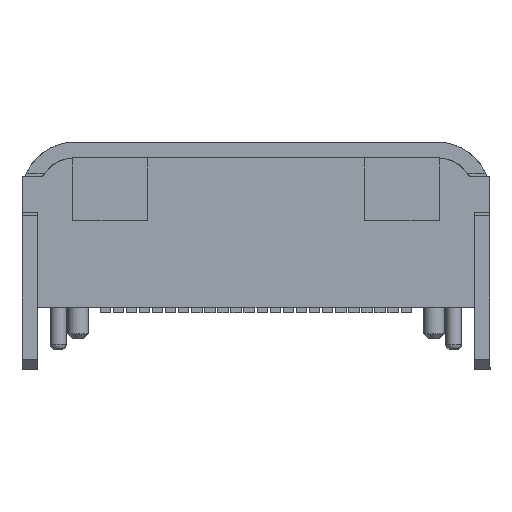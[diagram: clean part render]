
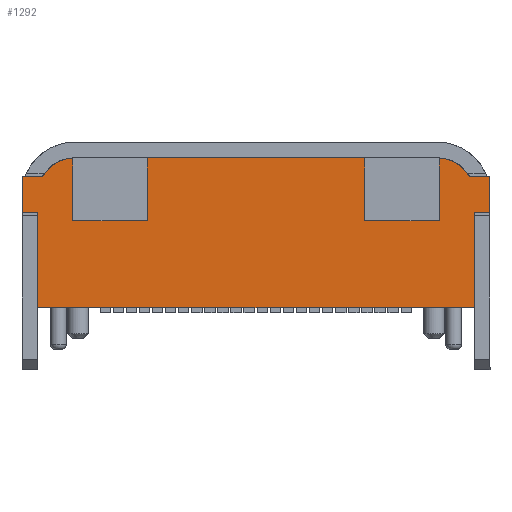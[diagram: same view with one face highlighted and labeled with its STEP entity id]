
A CAD part, front view. The second image highlights one B-rep face of the part: STEP entity #1292.
In plain terms, the highlighted planar face has unit normal (0, -1, 0).
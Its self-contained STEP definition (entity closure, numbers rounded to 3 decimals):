
#66 = EDGE_CURVE ( 'NONE', #37705, #10887, #7366, .T. ) ;
#377 = LINE ( 'NONE', #6759, #15007 ) ;
#1187 = DIRECTION ( 'NONE',  ( 0., 0., -1. ) ) ;
#1249 = ORIENTED_EDGE ( 'NONE', *, *, #37520, .F. ) ;
#1292 = ADVANCED_FACE ( 'NONE', ( #15225 ), #30894, .T. ) ;
#2179 = ORIENTED_EDGE ( 'NONE', *, *, #37865, .T. ) ;
#2451 = EDGE_CURVE ( 'NONE', #34814, #37705, #26217, .T. ) ;
#2860 = VERTEX_POINT ( 'NONE', #37067 ) ;
#3354 = CARTESIAN_POINT ( 'NONE',  ( -2.075, -3.85, 2.86 ) ) ;
#3508 = EDGE_CURVE ( 'NONE', #14921, #4430, #37535, .T. ) ;
#3544 = DIRECTION ( 'NONE',  ( -1., 0., 0. ) ) ;
#3675 = ORIENTED_EDGE ( 'NONE', *, *, #8833, .T. ) ;
#3721 = AXIS2_PLACEMENT_3D ( 'NONE', #29911, #29287, #1187 ) ;
#3845 = DIRECTION ( 'NONE',  ( 1., 0., 0. ) ) ;
#3887 = DIRECTION ( 'NONE',  ( 1., 0., 0. ) ) ;
#4056 = VERTEX_POINT ( 'NONE', #18623 ) ;
#4430 = VERTEX_POINT ( 'NONE', #17635 ) ;
#4481 = LINE ( 'NONE', #16362, #11178 ) ;
#4800 = VECTOR ( 'NONE', #28377, 1000. ) ;
#5985 = LINE ( 'NONE', #18462, #32231 ) ;
#6259 = CARTESIAN_POINT ( 'NONE',  ( -3.47, -3.85, 2.16 ) ) ;
#6294 = EDGE_CURVE ( 'NONE', #31853, #39897, #38044, .T. ) ;
#6464 = EDGE_CURVE ( 'NONE', #2860, #35844, #13901, .T. ) ;
#6558 = ORIENTED_EDGE ( 'NONE', *, *, #66, .F. ) ;
#6759 = CARTESIAN_POINT ( 'NONE',  ( -4.47, -3.85, 2.51 ) ) ;
#7063 = VECTOR ( 'NONE', #9125, 1000. ) ;
#7162 = DIRECTION ( 'NONE',  ( 0., 0., 1. ) ) ;
#7366 = LINE ( 'NONE', #28906, #36179 ) ;
#8113 = CARTESIAN_POINT ( 'NONE',  ( 4.172, -3.85, 2.51 ) ) ;
#8527 = CARTESIAN_POINT ( 'NONE',  ( 4.17, -3.85, 0. ) ) ;
#8833 = EDGE_CURVE ( 'NONE', #35294, #29898, #32606, .T. ) ;
#8986 = CARTESIAN_POINT ( 'NONE',  ( -4.472, -3.85, 2.51 ) ) ;
#9125 = DIRECTION ( 'NONE',  ( 0., 0., 1. ) ) ;
#9276 = DIRECTION ( 'NONE',  ( 0., 0., 1. ) ) ;
#9404 = ORIENTED_EDGE ( 'NONE', *, *, #19685, .F. ) ;
#9597 = VECTOR ( 'NONE', #3887, 1000. ) ;
#9661 = VERTEX_POINT ( 'NONE', #14336 ) ;
#9692 = VECTOR ( 'NONE', #28327, 1000. ) ;
#9870 = ORIENTED_EDGE ( 'NONE', *, *, #6294, .T. ) ;
#10434 = CARTESIAN_POINT ( 'NONE',  ( -4.47, -3.85, 1.81 ) ) ;
#10774 = DIRECTION ( 'NONE',  ( 0., 1., 0. ) ) ;
#10887 = VERTEX_POINT ( 'NONE', #29085 ) ;
#11153 = CARTESIAN_POINT ( 'NONE',  ( 3.5, -3.85, 1.66 ) ) ;
#11178 = VECTOR ( 'NONE', #13716, 1000. ) ;
#11391 = EDGE_CURVE ( 'NONE', #19432, #23232, #32294, .T. ) ;
#11396 = ORIENTED_EDGE ( 'NONE', *, *, #40322, .T. ) ;
#11904 = CARTESIAN_POINT ( 'NONE',  ( 4.172, -3.85, 1.81 ) ) ;
#12375 = LINE ( 'NONE', #21396, #7063 ) ;
#13360 = DIRECTION ( 'NONE',  ( 0., 0., -1. ) ) ;
#13412 = DIRECTION ( 'NONE',  ( 0., 0., -1. ) ) ;
#13716 = DIRECTION ( 'NONE',  ( 1., 0., 0. ) ) ;
#13901 = LINE ( 'NONE', #8986, #35079 ) ;
#14020 = DIRECTION ( 'NONE',  ( 0., 0., -1. ) ) ;
#14160 = CARTESIAN_POINT ( 'NONE',  ( 3.5, -3.85, 2.859 ) ) ;
#14336 = CARTESIAN_POINT ( 'NONE',  ( -4.17, -3.85, 0. ) ) ;
#14834 = CIRCLE ( 'NONE', #3721, 0.7 ) ;
#14921 = VERTEX_POINT ( 'NONE', #38589 ) ;
#15007 = VECTOR ( 'NONE', #7162, 1000. ) ;
#15091 = CARTESIAN_POINT ( 'NONE',  ( 4.47, -3.85, 2.51 ) ) ;
#15225 = FACE_OUTER_BOUND ( 'NONE', #34774, .T. ) ;
#16362 = CARTESIAN_POINT ( 'NONE',  ( -4.17, -3.85, 0. ) ) ;
#16839 = ORIENTED_EDGE ( 'NONE', *, *, #21836, .T. ) ;
#17635 = CARTESIAN_POINT ( 'NONE',  ( -2.075, -3.85, 2.86 ) ) ;
#18308 = CIRCLE ( 'NONE', #20949, 0.7 ) ;
#18462 = CARTESIAN_POINT ( 'NONE',  ( 4.17, -3.85, 1. ) ) ;
#18547 = VECTOR ( 'NONE', #37199, 1000. ) ;
#18623 = CARTESIAN_POINT ( 'NONE',  ( -4.17, -3.85, 1.81 ) ) ;
#18736 = VECTOR ( 'NONE', #13360, 1000. ) ;
#19085 = ORIENTED_EDGE ( 'NONE', *, *, #2451, .F. ) ;
#19432 = VERTEX_POINT ( 'NONE', #27734 ) ;
#19685 = EDGE_CURVE ( 'NONE', #36483, #29898, #377, .T. ) ;
#19829 = VERTEX_POINT ( 'NONE', #8527 ) ;
#20336 = CARTESIAN_POINT ( 'NONE',  ( -2.075, -3.85, 1.66 ) ) ;
#20546 = ORIENTED_EDGE ( 'NONE', *, *, #6464, .F. ) ;
#20949 = AXIS2_PLACEMENT_3D ( 'NONE', #25957, #10774, #14020 ) ;
#21207 = ORIENTED_EDGE ( 'NONE', *, *, #29785, .T. ) ;
#21396 = CARTESIAN_POINT ( 'NONE',  ( 2.075, -3.85, 1.66 ) ) ;
#21540 = CARTESIAN_POINT ( 'NONE',  ( 3.5, -3.85, 2.86 ) ) ;
#21580 = CARTESIAN_POINT ( 'NONE',  ( -4.17, -3.85, 1. ) ) ;
#21676 = LINE ( 'NONE', #15091, #18547 ) ;
#21792 = LINE ( 'NONE', #21580, #4800 ) ;
#21812 = CARTESIAN_POINT ( 'NONE',  ( -4.076, -3.85, 2.51 ) ) ;
#21836 = EDGE_CURVE ( 'NONE', #9661, #19829, #4481, .T. ) ;
#22040 = CARTESIAN_POINT ( 'NONE',  ( -3.5, -3.85, 1.66 ) ) ;
#22813 = LINE ( 'NONE', #20336, #18736 ) ;
#23045 = ORIENTED_EDGE ( 'NONE', *, *, #24970, .T. ) ;
#23232 = VERTEX_POINT ( 'NONE', #11153 ) ;
#23323 = EDGE_CURVE ( 'NONE', #9661, #4056, #21792, .T. ) ;
#23357 = DIRECTION ( 'NONE',  ( 1., 0., 0. ) ) ;
#23398 = VERTEX_POINT ( 'NONE', #14160 ) ;
#24970 = EDGE_CURVE ( 'NONE', #4430, #10887, #22813, .T. ) ;
#25438 = LINE ( 'NONE', #21540, #9692 ) ;
#25855 = VECTOR ( 'NONE', #38822, 1000. ) ;
#25957 = CARTESIAN_POINT ( 'NONE',  ( -3.47, -3.85, 2.16 ) ) ;
#26217 = LINE ( 'NONE', #29506, #25855 ) ;
#26287 = CARTESIAN_POINT ( 'NONE',  ( -3.5, -3.85, 1.66 ) ) ;
#26391 = DIRECTION ( 'NONE',  ( -1., 0., 0. ) ) ;
#27308 = LINE ( 'NONE', #11904, #40598 ) ;
#27720 = AXIS2_PLACEMENT_3D ( 'NONE', #6259, #35481, #13412 ) ;
#27734 = CARTESIAN_POINT ( 'NONE',  ( 2.075, -3.85, 1.66 ) ) ;
#28247 = ORIENTED_EDGE ( 'NONE', *, *, #35241, .T. ) ;
#28327 = DIRECTION ( 'NONE',  ( 0., 0., 1. ) ) ;
#28356 = ORIENTED_EDGE ( 'NONE', *, *, #30509, .F. ) ;
#28377 = DIRECTION ( 'NONE',  ( 0., 0., 1. ) ) ;
#28906 = CARTESIAN_POINT ( 'NONE',  ( -3.5, -3.85, 1.66 ) ) ;
#29085 = CARTESIAN_POINT ( 'NONE',  ( -2.075, -3.85, 1.66 ) ) ;
#29287 = DIRECTION ( 'NONE',  ( 0., -1., 0. ) ) ;
#29506 = CARTESIAN_POINT ( 'NONE',  ( -3.5, -3.85, 2.86 ) ) ;
#29747 = VECTOR ( 'NONE', #3845, 1000. ) ;
#29785 = EDGE_CURVE ( 'NONE', #2860, #23398, #14834, .T. ) ;
#29898 = VERTEX_POINT ( 'NONE', #40039 ) ;
#29911 = CARTESIAN_POINT ( 'NONE',  ( 3.47, -3.85, 2.16 ) ) ;
#30509 = EDGE_CURVE ( 'NONE', #4056, #36483, #27308, .T. ) ;
#30894 = PLANE ( 'NONE',  #27720 ) ;
#31765 = VECTOR ( 'NONE', #26391, 1000. ) ;
#31853 = VERTEX_POINT ( 'NONE', #34556 ) ;
#32231 = VECTOR ( 'NONE', #9276, 1000. ) ;
#32294 = LINE ( 'NONE', #26287, #9597 ) ;
#32520 = CARTESIAN_POINT ( 'NONE',  ( 4.47, -3.85, 1.81 ) ) ;
#32606 = LINE ( 'NONE', #8113, #31765 ) ;
#32907 = ORIENTED_EDGE ( 'NONE', *, *, #11391, .F. ) ;
#34066 = VECTOR ( 'NONE', #3544, 1000. ) ;
#34556 = CARTESIAN_POINT ( 'NONE',  ( 4.17, -3.85, 1.81 ) ) ;
#34774 = EDGE_LOOP ( 'NONE', ( #20546, #21207, #40531, #32907, #28247, #37059, #23045, #6558, #19085, #1249, #3675, #9404, #28356, #36928, #16839, #2179, #9870, #11396 ) ) ;
#34814 = VERTEX_POINT ( 'NONE', #35948 ) ;
#35079 = VECTOR ( 'NONE', #39662, 1000. ) ;
#35241 = EDGE_CURVE ( 'NONE', #19432, #14921, #12375, .T. ) ;
#35294 = VERTEX_POINT ( 'NONE', #21812 ) ;
#35481 = DIRECTION ( 'NONE',  ( 0., -1., 0. ) ) ;
#35844 = VERTEX_POINT ( 'NONE', #38032 ) ;
#35948 = CARTESIAN_POINT ( 'NONE',  ( -3.5, -3.85, 2.859 ) ) ;
#36179 = VECTOR ( 'NONE', #23357, 1000. ) ;
#36253 = EDGE_CURVE ( 'NONE', #23232, #23398, #25438, .T. ) ;
#36483 = VERTEX_POINT ( 'NONE', #10434 ) ;
#36928 = ORIENTED_EDGE ( 'NONE', *, *, #23323, .F. ) ;
#37059 = ORIENTED_EDGE ( 'NONE', *, *, #3508, .T. ) ;
#37067 = CARTESIAN_POINT ( 'NONE',  ( 4.076, -3.85, 2.51 ) ) ;
#37199 = DIRECTION ( 'NONE',  ( 0., 0., 1. ) ) ;
#37520 = EDGE_CURVE ( 'NONE', #35294, #34814, #18308, .T. ) ;
#37535 = LINE ( 'NONE', #3354, #34066 ) ;
#37705 = VERTEX_POINT ( 'NONE', #22040 ) ;
#37844 = CARTESIAN_POINT ( 'NONE',  ( -4.472, -3.85, 1.81 ) ) ;
#37865 = EDGE_CURVE ( 'NONE', #19829, #31853, #5985, .T. ) ;
#38032 = CARTESIAN_POINT ( 'NONE',  ( 4.47, -3.85, 2.51 ) ) ;
#38044 = LINE ( 'NONE', #37844, #29747 ) ;
#38589 = CARTESIAN_POINT ( 'NONE',  ( 2.075, -3.85, 2.86 ) ) ;
#38822 = DIRECTION ( 'NONE',  ( 0., 0., -1. ) ) ;
#39662 = DIRECTION ( 'NONE',  ( 1., 0., 0. ) ) ;
#39897 = VERTEX_POINT ( 'NONE', #32520 ) ;
#39940 = DIRECTION ( 'NONE',  ( -1., 0., 0. ) ) ;
#40039 = CARTESIAN_POINT ( 'NONE',  ( -4.47, -3.85, 2.51 ) ) ;
#40322 = EDGE_CURVE ( 'NONE', #39897, #35844, #21676, .T. ) ;
#40531 = ORIENTED_EDGE ( 'NONE', *, *, #36253, .F. ) ;
#40598 = VECTOR ( 'NONE', #39940, 1000. ) ;
